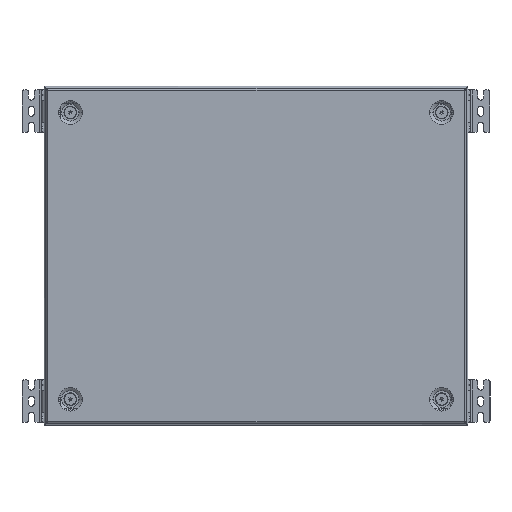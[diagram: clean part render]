
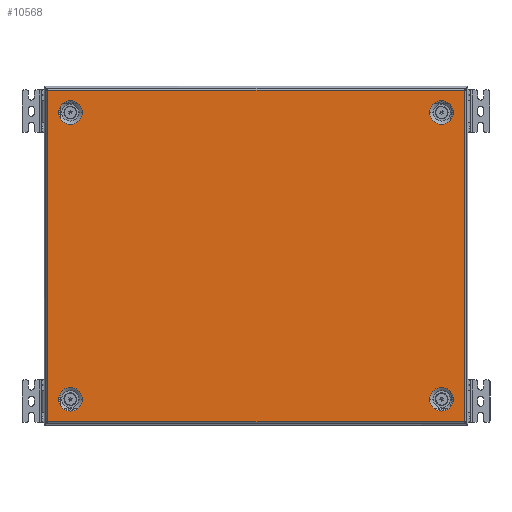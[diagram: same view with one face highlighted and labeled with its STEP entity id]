
A CAD part, top view. The second image highlights one B-rep face of the part: STEP entity #10568.
In plain terms, the highlighted planar face has unit normal (0, 0, 1).
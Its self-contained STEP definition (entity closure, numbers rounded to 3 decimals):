
#50 = EDGE_CURVE ( 'NONE', #27166, #12187, #15256, .T. ) ;
#153 = CARTESIAN_POINT ( 'NONE',  ( 245.4, -195.5, 0. ) ) ;
#299 = VERTEX_POINT ( 'NONE', #16912 ) ;
#688 = VERTEX_POINT ( 'NONE', #26848 ) ;
#821 = DIRECTION ( 'NONE',  ( -1., 0., 0. ) ) ;
#822 = CIRCLE ( 'NONE', #19446, 14. ) ;
#923 = CARTESIAN_POINT ( 'NONE',  ( 219., 169., 0. ) ) ;
#983 = VECTOR ( 'NONE', #10454, 1000. ) ;
#997 = ORIENTED_EDGE ( 'NONE', *, *, #6114, .T. ) ;
#1191 = CARTESIAN_POINT ( 'NONE',  ( 219., -169., 0. ) ) ;
#1269 = CARTESIAN_POINT ( 'NONE',  ( 245.5, -195.5, 0. ) ) ;
#1337 = VERTEX_POINT ( 'NONE', #5918 ) ;
#1388 = AXIS2_PLACEMENT_3D ( 'NONE', #22175, #5577, #18231 ) ;
#1765 = CARTESIAN_POINT ( 'NONE',  ( -245.5, 195.793, 0. ) ) ;
#1944 = ORIENTED_EDGE ( 'NONE', *, *, #7599, .F. ) ;
#2672 = CARTESIAN_POINT ( 'NONE',  ( 245.4, 195.5, 0. ) ) ;
#2843 = VERTEX_POINT ( 'NONE', #2672 ) ;
#3267 = DIRECTION ( 'NONE',  ( 0., 0., 1. ) ) ;
#3281 = CARTESIAN_POINT ( 'NONE',  ( -245.4, -195.5, 0. ) ) ;
#3298 = CARTESIAN_POINT ( 'NONE',  ( -219., -169., 0. ) ) ;
#3302 = AXIS2_PLACEMENT_3D ( 'NONE', #25176, #10099, #5659 ) ;
#3328 = VERTEX_POINT ( 'NONE', #11926 ) ;
#3804 = DIRECTION ( 'NONE',  ( 0., 0., 1. ) ) ;
#4494 = CARTESIAN_POINT ( 'NONE',  ( -247.5, 195.5, 0. ) ) ;
#4726 = ORIENTED_EDGE ( 'NONE', *, *, #12389, .T. ) ;
#4828 = VERTEX_POINT ( 'NONE', #25016 ) ;
#4966 = FACE_OUTER_BOUND ( 'NONE', #10649, .T. ) ;
#5288 = EDGE_CURVE ( 'NONE', #25179, #16396, #822, .T. ) ;
#5313 = CIRCLE ( 'NONE', #5753, 14. ) ;
#5577 = DIRECTION ( 'NONE',  ( 0., 0., 1. ) ) ;
#5580 = DIRECTION ( 'NONE',  ( 1., 0., 0. ) ) ;
#5659 = DIRECTION ( 'NONE',  ( 1., 0., 0. ) ) ;
#5727 = DIRECTION ( 'NONE',  ( 1., 0., 0. ) ) ;
#5753 = AXIS2_PLACEMENT_3D ( 'NONE', #923, #7540, #22605 ) ;
#5918 = CARTESIAN_POINT ( 'NONE',  ( -205., 169., 0. ) ) ;
#6009 = VECTOR ( 'NONE', #11181, 1000. ) ;
#6114 = EDGE_CURVE ( 'NONE', #10967, #2843, #13944, .T. ) ;
#6245 = CARTESIAN_POINT ( 'NONE',  ( 245.5, -195.793, 0. ) ) ;
#6443 = ORIENTED_EDGE ( 'NONE', *, *, #12951, .T. ) ;
#6490 = EDGE_CURVE ( 'NONE', #3328, #7351, #7855, .T. ) ;
#6938 = VECTOR ( 'NONE', #16125, 1000. ) ;
#7351 = VERTEX_POINT ( 'NONE', #15368 ) ;
#7540 = DIRECTION ( 'NONE',  ( 0., 0., 1. ) ) ;
#7599 = EDGE_CURVE ( 'NONE', #16396, #25179, #5313, .T. ) ;
#7710 = CARTESIAN_POINT ( 'NONE',  ( -219., -169., 0. ) ) ;
#7828 = DIRECTION ( 'NONE',  ( 1., 0., 0. ) ) ;
#7842 = LINE ( 'NONE', #22632, #8627 ) ;
#7855 = LINE ( 'NONE', #1765, #11043 ) ;
#7948 = ORIENTED_EDGE ( 'NONE', *, *, #18978, .T. ) ;
#8185 = CIRCLE ( 'NONE', #18443, 14. ) ;
#8310 = ORIENTED_EDGE ( 'NONE', *, *, #5288, .F. ) ;
#8585 = VERTEX_POINT ( 'NONE', #24737 ) ;
#8627 = VECTOR ( 'NONE', #12283, 1000. ) ;
#8638 = EDGE_LOOP ( 'NONE', ( #22212, #26069 ) ) ;
#9062 = AXIS2_PLACEMENT_3D ( 'NONE', #1191, #3804, #7828 ) ;
#9233 = CARTESIAN_POINT ( 'NONE',  ( -245.793, -195.5, 0. ) ) ;
#9374 = CARTESIAN_POINT ( 'NONE',  ( 245.5, 195.5, 0. ) ) ;
#9595 = ORIENTED_EDGE ( 'NONE', *, *, #6490, .T. ) ;
#9879 = ORIENTED_EDGE ( 'NONE', *, *, #10267, .F. ) ;
#10099 = DIRECTION ( 'NONE',  ( 0., 0., 1. ) ) ;
#10218 = DIRECTION ( 'NONE',  ( 0., -1., 0. ) ) ;
#10267 = EDGE_CURVE ( 'NONE', #4828, #1337, #24656, .T. ) ;
#10285 = DIRECTION ( 'NONE',  ( 0., 1., 0. ) ) ;
#10426 = CARTESIAN_POINT ( 'NONE',  ( 233., 169., 0. ) ) ;
#10454 = DIRECTION ( 'NONE',  ( 1., 0., 0. ) ) ;
#10473 = EDGE_LOOP ( 'NONE', ( #1944, #8310 ) ) ;
#10568 = ADVANCED_FACE ( 'NONE', ( #4966, #11744, #17466, #15376, #18457 ), #20418, .T. ) ;
#10649 = EDGE_LOOP ( 'NONE', ( #997, #6443, #13679, #9595, #15733, #12345, #4726, #7948 ) ) ;
#10967 = VERTEX_POINT ( 'NONE', #9374 ) ;
#11038 = ORIENTED_EDGE ( 'NONE', *, *, #23653, .F. ) ;
#11043 = VECTOR ( 'NONE', #10218, 1000. ) ;
#11181 = DIRECTION ( 'NONE',  ( 1., 0., 0. ) ) ;
#11253 = CARTESIAN_POINT ( 'NONE',  ( 219., -169., 0. ) ) ;
#11556 = DIRECTION ( 'NONE',  ( 0., 0., 1. ) ) ;
#11729 = DIRECTION ( 'NONE',  ( -1., 0., 0. ) ) ;
#11744 = FACE_BOUND ( 'NONE', #15989, .T. ) ;
#11765 = DIRECTION ( 'NONE',  ( 0., 0., 1. ) ) ;
#11884 = VECTOR ( 'NONE', #5727, 1000. ) ;
#11926 = CARTESIAN_POINT ( 'NONE',  ( -245.5, 195.5, 0. ) ) ;
#12187 = VERTEX_POINT ( 'NONE', #12339 ) ;
#12283 = DIRECTION ( 'NONE',  ( 1., 0., 0. ) ) ;
#12323 = CARTESIAN_POINT ( 'NONE',  ( 219., 169., 0. ) ) ;
#12339 = CARTESIAN_POINT ( 'NONE',  ( 205., -169., 0. ) ) ;
#12345 = ORIENTED_EDGE ( 'NONE', *, *, #21320, .T. ) ;
#12389 = EDGE_CURVE ( 'NONE', #20573, #21653, #7842, .T. ) ;
#12951 = EDGE_CURVE ( 'NONE', #2843, #8585, #27210, .T. ) ;
#13679 = ORIENTED_EDGE ( 'NONE', *, *, #17189, .F. ) ;
#13944 = LINE ( 'NONE', #22493, #21357 ) ;
#13964 = VERTEX_POINT ( 'NONE', #3281 ) ;
#14441 = LINE ( 'NONE', #14580, #983 ) ;
#14580 = CARTESIAN_POINT ( 'NONE',  ( -245.793, -195.5, 0. ) ) ;
#14811 = AXIS2_PLACEMENT_3D ( 'NONE', #27062, #11556, #5580 ) ;
#15256 = CIRCLE ( 'NONE', #18851, 14. ) ;
#15368 = CARTESIAN_POINT ( 'NONE',  ( -245.5, -195.5, 0. ) ) ;
#15376 = FACE_BOUND ( 'NONE', #8638, .T. ) ;
#15733 = ORIENTED_EDGE ( 'NONE', *, *, #26366, .T. ) ;
#15966 = VECTOR ( 'NONE', #10285, 1000. ) ;
#15989 = EDGE_LOOP ( 'NONE', ( #20544, #11038 ) ) ;
#16060 = DIRECTION ( 'NONE',  ( -1., 0., 0. ) ) ;
#16125 = DIRECTION ( 'NONE',  ( -1., 0., 0. ) ) ;
#16173 = DIRECTION ( 'NONE',  ( -1., 0., 0. ) ) ;
#16396 = VERTEX_POINT ( 'NONE', #10426 ) ;
#16551 = CARTESIAN_POINT ( 'NONE',  ( 245.793, 195.5, 0. ) ) ;
#16912 = CARTESIAN_POINT ( 'NONE',  ( -233., -169., 0. ) ) ;
#17189 = EDGE_CURVE ( 'NONE', #3328, #8585, #23577, .T. ) ;
#17466 = FACE_BOUND ( 'NONE', #10473, .T. ) ;
#18231 = DIRECTION ( 'NONE',  ( 1., 0., 0. ) ) ;
#18443 = AXIS2_PLACEMENT_3D ( 'NONE', #7710, #3267, #11729 ) ;
#18457 = FACE_BOUND ( 'NONE', #22792, .T. ) ;
#18851 = AXIS2_PLACEMENT_3D ( 'NONE', #11253, #22396, #26471 ) ;
#18978 = EDGE_CURVE ( 'NONE', #21653, #10967, #23526, .T. ) ;
#19446 = AXIS2_PLACEMENT_3D ( 'NONE', #12323, #27287, #16060 ) ;
#19824 = EDGE_CURVE ( 'NONE', #1337, #4828, #25413, .T. ) ;
#20219 = CIRCLE ( 'NONE', #21565, 14. ) ;
#20362 = CARTESIAN_POINT ( 'NONE',  ( 205., 169., 0. ) ) ;
#20418 = PLANE ( 'NONE',  #3302 ) ;
#20544 = ORIENTED_EDGE ( 'NONE', *, *, #50, .F. ) ;
#20573 = VERTEX_POINT ( 'NONE', #153 ) ;
#20655 = CIRCLE ( 'NONE', #9062, 14. ) ;
#21320 = EDGE_CURVE ( 'NONE', #13964, #20573, #14441, .T. ) ;
#21357 = VECTOR ( 'NONE', #16173, 1000. ) ;
#21565 = AXIS2_PLACEMENT_3D ( 'NONE', #3298, #11765, #821 ) ;
#21653 = VERTEX_POINT ( 'NONE', #1269 ) ;
#22066 = LINE ( 'NONE', #9233, #6009 ) ;
#22175 = CARTESIAN_POINT ( 'NONE',  ( -219., 169., 0. ) ) ;
#22212 = ORIENTED_EDGE ( 'NONE', *, *, #25972, .F. ) ;
#22396 = DIRECTION ( 'NONE',  ( 0., 0., 1. ) ) ;
#22493 = CARTESIAN_POINT ( 'NONE',  ( 245.793, 195.5, 0. ) ) ;
#22605 = DIRECTION ( 'NONE',  ( -1., 0., 0. ) ) ;
#22632 = CARTESIAN_POINT ( 'NONE',  ( 247.5, -195.5, 0. ) ) ;
#22792 = EDGE_LOOP ( 'NONE', ( #9879, #25301 ) ) ;
#22817 = CARTESIAN_POINT ( 'NONE',  ( 233., -169., 0. ) ) ;
#23526 = LINE ( 'NONE', #6245, #15966 ) ;
#23577 = LINE ( 'NONE', #4494, #11884 ) ;
#23653 = EDGE_CURVE ( 'NONE', #12187, #27166, #20655, .T. ) ;
#24656 = CIRCLE ( 'NONE', #14811, 14. ) ;
#24737 = CARTESIAN_POINT ( 'NONE',  ( -245.4, 195.5, 0. ) ) ;
#25016 = CARTESIAN_POINT ( 'NONE',  ( -233., 169., 0. ) ) ;
#25176 = CARTESIAN_POINT ( 'NONE',  ( 0., 0., 0. ) ) ;
#25179 = VERTEX_POINT ( 'NONE', #20362 ) ;
#25301 = ORIENTED_EDGE ( 'NONE', *, *, #19824, .F. ) ;
#25413 = CIRCLE ( 'NONE', #1388, 14. ) ;
#25787 = EDGE_CURVE ( 'NONE', #688, #299, #20219, .T. ) ;
#25972 = EDGE_CURVE ( 'NONE', #299, #688, #8185, .T. ) ;
#26069 = ORIENTED_EDGE ( 'NONE', *, *, #25787, .F. ) ;
#26366 = EDGE_CURVE ( 'NONE', #7351, #13964, #22066, .T. ) ;
#26471 = DIRECTION ( 'NONE',  ( 1., 0., 0. ) ) ;
#26848 = CARTESIAN_POINT ( 'NONE',  ( -205., -169., 0. ) ) ;
#27062 = CARTESIAN_POINT ( 'NONE',  ( -219., 169., 0. ) ) ;
#27166 = VERTEX_POINT ( 'NONE', #22817 ) ;
#27210 = LINE ( 'NONE', #16551, #6938 ) ;
#27287 = DIRECTION ( 'NONE',  ( 0., 0., 1. ) ) ;
